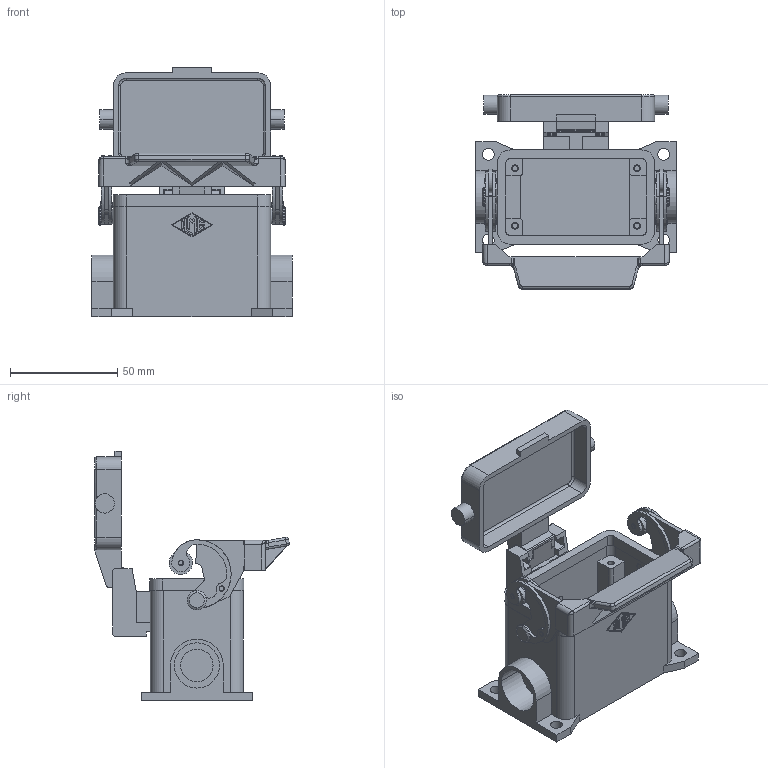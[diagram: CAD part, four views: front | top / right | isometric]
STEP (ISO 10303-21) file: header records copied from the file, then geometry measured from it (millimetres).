
FILE_DESCRIPTION(('Creo Elements/Direct Modeling STEP Export'),'2;1');
FILE_NAME('CHPT_10_4_LS.stp','2012-12-20T 9:22:00',(''),(''),'Creo Elements/Direct Modeling STEP processor for AP214 (Solid Model)','Creo Elements/Direct Modeling 18.0B 02-Dec-2011 (C) Parametric Technology GmbH','');
FILE_SCHEMA(('AUTOMOTIVE_DESIGN { 1 0 10303 214 1 1 1 1 }'));
Length unit declared in the file: millimetre
Products named in the file (7): MSBO10291; MSBO10291.1; MSBO111; MSBO459; MSBO569; MSBO649
Assembly tree (2 placements, depth 2):
  MSBO10291
    MSBO10291.1
    MSBO10291
  MSBO111
  MSBO459
  MSBO569
  MSBO649
Bounding box: 93.5 x 90.95 x 116.7 mm (x, y, z)
Volume: 113607.8 mm3; surface area: 63766.6 mm2
Topology: 6 solids, 6 shells, 543 faces, 1478 edges, 976 vertices
Faces by surface type: plane 286, cylinder 197, torus 28, bspline 16, cone 12, sphere 4
Entity records: 22492 total; most frequent: CARTESIAN_POINT 4421, ORIENTED_EDGE 2944, DIRECTION 2762, EDGE_CURVE 1472, VERTEX_POINT 976, AXIS2_PLACEMENT_3D 957, VECTOR 848, LINE 848
